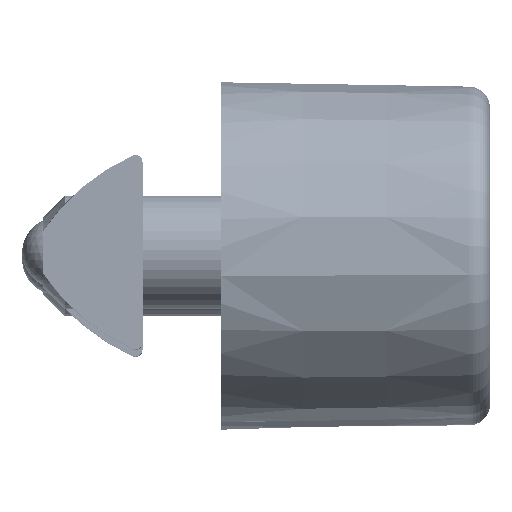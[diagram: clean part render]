
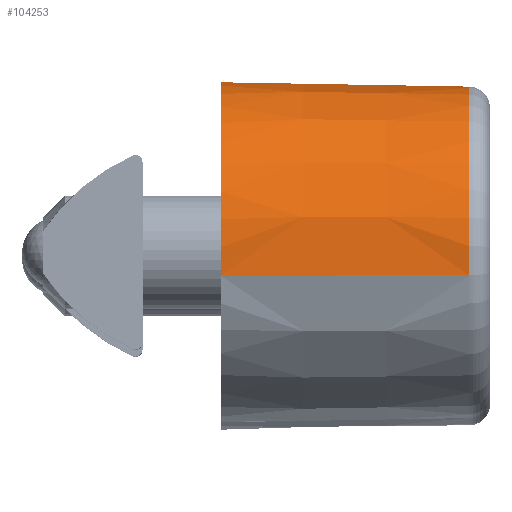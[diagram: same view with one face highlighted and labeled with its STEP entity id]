
A CAD part, top view. The second image highlights one B-rep face of the part: STEP entity #104253.
In plain terms, the highlighted conical face has half-angle 1 degrees and reference radius 12 mm.
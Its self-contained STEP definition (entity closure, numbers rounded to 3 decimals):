
#2496 = CARTESIAN_POINT ( 'NONE',  ( 0., 19., 0. ) ) ;
#2642 = CARTESIAN_POINT ( 'NONE',  ( -8.592, 16.196, 8.307 ) ) ;
#3328 = AXIS2_PLACEMENT_3D ( 'NONE', #61950, #148643, #74400 ) ;
#5113 = EDGE_CURVE ( 'NONE', #133932, #42958, #124527, .T. ) ;
#6858 = CARTESIAN_POINT ( 'NONE',  ( -8.123, 1.826, 8.422 ) ) ;
#10963 = CARTESIAN_POINT ( 'NONE',  ( 0., 1.474, -11.694 ) ) ;
#19328 = CARTESIAN_POINT ( 'NONE',  ( -7.939, 1.797, 8.594 ) ) ;
#19482 = AXIS2_PLACEMENT_3D ( 'NONE', #114716, #40484, #127189 ) ;
#20441 = CARTESIAN_POINT ( 'NONE',  ( -8.346, 2.19, 8.209 ) ) ;
#25909 = VECTOR ( 'NONE', #52561, 1000. ) ;
#27047 = CARTESIAN_POINT ( 'NONE',  ( -8.351, 2.456, 8.211 ) ) ;
#27729 = CIRCLE ( 'NONE', #19482, 12. ) ;
#28392 = VERTEX_POINT ( 'NONE', #111358 ) ;
#34892 = DIRECTION ( 'NONE',  ( 0., 1., 0. ) ) ;
#37716 = EDGE_LOOP ( 'NONE', ( #69564, #105451, #66943, #101028, #107860, #151826, #91681 ) ) ;
#38415 = EDGE_CURVE ( 'NONE', #42958, #115121, #62789, .T. ) ;
#39526 = CARTESIAN_POINT ( 'NONE',  ( -8.362, 3.123, 8.216 ) ) ;
#40118 = CARTESIAN_POINT ( 'NONE',  ( 0., 19., 12. ) ) ;
#40484 = DIRECTION ( 'NONE',  ( 0., 1., 0. ) ) ;
#42958 = VERTEX_POINT ( 'NONE', #151075 ) ;
#43731 = CARTESIAN_POINT ( 'NONE',  ( -8.346, 2.19, 8.209 ) ) ;
#45527 = CARTESIAN_POINT ( 'NONE',  ( 0., 19., -12. ) ) ;
#50980 = VERTEX_POINT ( 'NONE', #20441 ) ;
#51715 = LINE ( 'NONE', #99089, #80771 ) ;
#51988 = CARTESIAN_POINT ( 'NONE',  ( -8.381, 4.189, 8.223 ) ) ;
#52561 = DIRECTION ( 'NONE',  ( 0., 1., 0.017 ) ) ;
#55064 = VERTEX_POINT ( 'NONE', #76262 ) ;
#55200 = EDGE_CURVE ( 'NONE', #150730, #28392, #27729, .T. ) ;
#61950 = CARTESIAN_POINT ( 'NONE',  ( 0., 1.797, 0. ) ) ;
#62789 = LINE ( 'NONE', #40118, #25909 ) ;
#64455 = CARTESIAN_POINT ( 'NONE',  ( -8.456, 8.455, 8.253 ) ) ;
#66943 = ORIENTED_EDGE ( 'NONE', *, *, #38415, .T. ) ;
#68671 = CARTESIAN_POINT ( 'NONE',  ( -8.328, 2.065, 8.224 ) ) ;
#69564 = ORIENTED_EDGE ( 'NONE', *, *, #156188, .F. ) ;
#74400 = DIRECTION ( 'NONE',  ( 0., 0., 1. ) ) ;
#76262 = CARTESIAN_POINT ( 'NONE',  ( -7.939, 1.797, 8.594 ) ) ;
#76906 = CARTESIAN_POINT ( 'NONE',  ( -8.542, 13.392, 8.288 ) ) ;
#79820 = CONICAL_SURFACE ( 'NONE', #150551, 12., 0.017 ) ;
#80771 = VECTOR ( 'NONE', #111563, 1000. ) ;
#81105 = EDGE_CURVE ( 'NONE', #50980, #28392, #153603, .T. ) ;
#81122 = CARTESIAN_POINT ( 'NONE',  ( -8.239, 1.922, 8.31 ) ) ;
#88840 = CARTESIAN_POINT ( 'NONE',  ( -8.346, 2.19, 8.209 ) ) ;
#89366 = CARTESIAN_POINT ( 'NONE',  ( -8.641, 19., 8.327 ) ) ;
#89767 = DIRECTION ( 'NONE',  ( 0., 0., 1. ) ) ;
#89887 = B_SPLINE_CURVE_WITH_KNOTS ( 'NONE', 3,
 ( #43731, #105505, #68671, #155350, #81122, #6858, #93595, #19328 ),
 .UNSPECIFIED., .F., .F.,
 ( 4, 2, 2, 4 ),
 ( 0., 0., 0., 0.001 ),
 .UNSPECIFIED. ) ;
#91681 = ORIENTED_EDGE ( 'NONE', *, *, #55200, .F. ) ;
#93595 = CARTESIAN_POINT ( 'NONE',  ( -8.032, 1.797, 8.508 ) ) ;
#99089 = CARTESIAN_POINT ( 'NONE',  ( 0., 19., -12. ) ) ;
#101028 = ORIENTED_EDGE ( 'NONE', *, *, #121783, .T. ) ;
#101134 = CIRCLE ( 'NONE', #3328, 11.7 ) ;
#101280 = CARTESIAN_POINT ( 'NONE',  ( -8.348, 2.323, 8.21 ) ) ;
#104253 = ADVANCED_FACE ( 'NONE', ( #116685 ), #79820, .T. ) ;
#105451 = ORIENTED_EDGE ( 'NONE', *, *, #5113, .T. ) ;
#105505 = CARTESIAN_POINT ( 'NONE',  ( -8.345, 2.126, 8.209 ) ) ;
#107860 = ORIENTED_EDGE ( 'NONE', *, *, #131915, .F. ) ;
#109140 = CARTESIAN_POINT ( 'NONE',  ( 0., 1.474, 0. ) ) ;
#111358 = CARTESIAN_POINT ( 'NONE',  ( -8.641, 19., 8.327 ) ) ;
#111563 = DIRECTION ( 'NONE',  ( 0., 1., -0.017 ) ) ;
#113775 = CARTESIAN_POINT ( 'NONE',  ( -8.353, 2.589, 8.212 ) ) ;
#114716 = CARTESIAN_POINT ( 'NONE',  ( 0., 19., 0. ) ) ;
#115121 = VERTEX_POINT ( 'NONE', #158238 ) ;
#116685 = FACE_OUTER_BOUND ( 'NONE', #37716, .T. ) ;
#120865 = AXIS2_PLACEMENT_3D ( 'NONE', #109140, #34892, #121621 ) ;
#121621 = DIRECTION ( 'NONE',  ( 0., 0., -1. ) ) ;
#121783 = EDGE_CURVE ( 'NONE', #115121, #55064, #101134, .T. ) ;
#124527 = CIRCLE ( 'NONE', #120865, 11.694 ) ;
#126220 = CARTESIAN_POINT ( 'NONE',  ( -8.372, 3.656, 8.219 ) ) ;
#126616 = DIRECTION ( 'NONE',  ( 0., 1., 0. ) ) ;
#127189 = DIRECTION ( 'NONE',  ( 0., 0., 1. ) ) ;
#131915 = EDGE_CURVE ( 'NONE', #50980, #55064, #89887, .T. ) ;
#133932 = VERTEX_POINT ( 'NONE', #10963 ) ;
#138687 = CARTESIAN_POINT ( 'NONE',  ( -8.418, 6.322, 8.238 ) ) ;
#148643 = DIRECTION ( 'NONE',  ( 0., -1., 0. ) ) ;
#150551 = AXIS2_PLACEMENT_3D ( 'NONE', #2496, #126616, #89767 ) ;
#150730 = VERTEX_POINT ( 'NONE', #45527 ) ;
#151075 = CARTESIAN_POINT ( 'NONE',  ( 0., 1.474, 11.694 ) ) ;
#151133 = CARTESIAN_POINT ( 'NONE',  ( -8.493, 10.588, 8.268 ) ) ;
#151826 = ORIENTED_EDGE ( 'NONE', *, *, #81105, .T. ) ;
#153603 = B_SPLINE_CURVE_WITH_KNOTS ( 'NONE', 3,
 ( #88840, #101280, #27047, #113775, #39526, #126220, #51988, #138687, #64455, #151133, #76906, #2642, #89366 ),
 .UNSPECIFIED., .F., .F.,
 ( 4, 3, 3, 3, 4 ),
 ( 0., 0., 0.002, 0.008, 0.017 ),
 .UNSPECIFIED. ) ;
#155350 = CARTESIAN_POINT ( 'NONE',  ( -8.275, 1.963, 8.275 ) ) ;
#156188 = EDGE_CURVE ( 'NONE', #133932, #150730, #51715, .T. ) ;
#158238 = CARTESIAN_POINT ( 'NONE',  ( 0., 1.797, 11.7 ) ) ;
